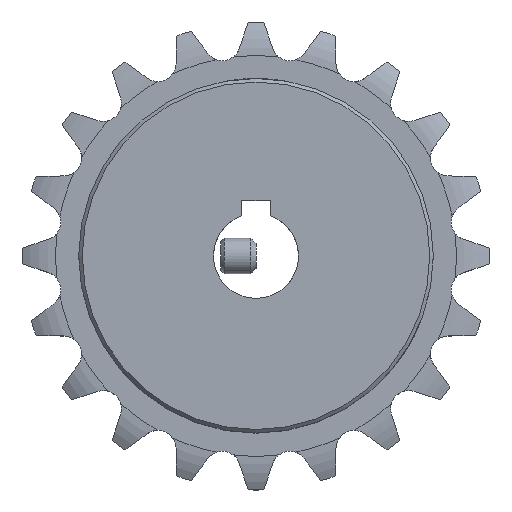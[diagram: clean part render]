
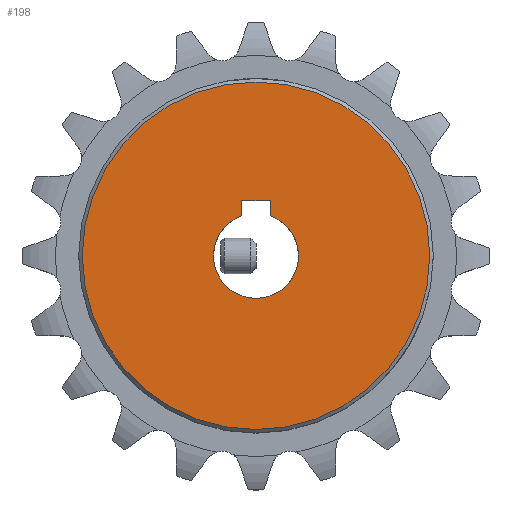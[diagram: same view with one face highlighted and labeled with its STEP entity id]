
A CAD part, top view. The second image highlights one B-rep face of the part: STEP entity #198.
In plain terms, the highlighted planar face has unit normal (0, 0, 1).
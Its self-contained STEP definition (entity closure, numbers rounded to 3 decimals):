
#198=ADVANCED_FACE('',(#372,#373),#374,.T.);
#372=FACE_BOUND('',#698,.T.);
#373=FACE_OUTER_BOUND('',#699,.T.);
#374=PLANE('',#700);
#698=EDGE_LOOP('',(#1138,#1139,#1140,#1141));
#699=EDGE_LOOP('',(#1142));
#700=AXIS2_PLACEMENT_3D('',#1143,#1144,#1145);
#1138=ORIENTED_EDGE('',*,*,#2392,.F.);
#1139=ORIENTED_EDGE('',*,*,#2393,.F.);
#1140=ORIENTED_EDGE('',*,*,#2388,.T.);
#1141=ORIENTED_EDGE('',*,*,#2394,.F.);
#1142=ORIENTED_EDGE('',*,*,#2395,.F.);
#1143=CARTESIAN_POINT('',(0.,24.5,20.));
#1144=DIRECTION('',(0.,0.,1.));
#1145=DIRECTION('',(1.,0.,-0.));
#2388=EDGE_CURVE('',#2892,#2890,#2893,.T.);
#2392=EDGE_CURVE('',#2899,#2900,#2901,.T.);
#2393=EDGE_CURVE('',#2892,#2899,#2902,.T.);
#2394=EDGE_CURVE('',#2900,#2890,#2903,.T.);
#2395=EDGE_CURVE('',#2904,#2904,#2905,.T.);
#2890=VERTEX_POINT('',#3929);
#2892=VERTEX_POINT('',#3932);
#2893=CIRCLE('',#3933,6.);
#2899=VERTEX_POINT('',#3946);
#2900=VERTEX_POINT('',#3947);
#2901=LINE('',#3948,#3949);
#2902=LINE('',#3950,#3951);
#2903=LINE('',#3952,#3953);
#2904=VERTEX_POINT('',#3954);
#2905=CIRCLE('',#3955,24.5);
#3929=CARTESIAN_POINT('',(-2.,5.657,20.));
#3932=CARTESIAN_POINT('',(2.,5.657,20.));
#3933=AXIS2_PLACEMENT_3D('',#5411,#5412,#5413);
#3946=CARTESIAN_POINT('',(2.,7.8,20.));
#3947=CARTESIAN_POINT('',(-2.,7.8,20.));
#3948=CARTESIAN_POINT('',(2.,7.8,20.));
#3949=VECTOR('',#5416,1000.);
#3950=CARTESIAN_POINT('',(2.,0.,20.));
#3951=VECTOR('',#5417,1000.);
#3952=CARTESIAN_POINT('',(-2.,7.8,20.));
#3953=VECTOR('',#5418,1000.);
#3954=CARTESIAN_POINT('',(-24.5,0.,20.));
#3955=AXIS2_PLACEMENT_3D('',#5419,#5420,#5421);
#5411=CARTESIAN_POINT('',(0.,0.,20.));
#5412=DIRECTION('',(-0.,0.,-1.));
#5413=DIRECTION('',(-1.,0.,0.));
#5416=DIRECTION('',(-1.,0.,0.));
#5417=DIRECTION('',(0.,1.,0.));
#5418=DIRECTION('',(0.,-1.,0.));
#5419=CARTESIAN_POINT('',(0.,0.,20.));
#5420=DIRECTION('',(-0.,0.,-1.));
#5421=DIRECTION('',(-1.,0.,0.));
